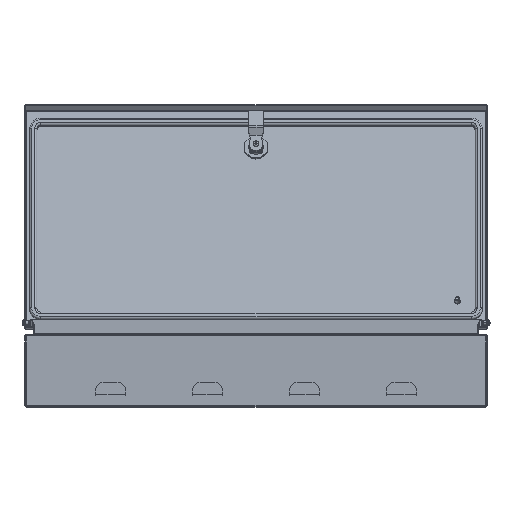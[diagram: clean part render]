
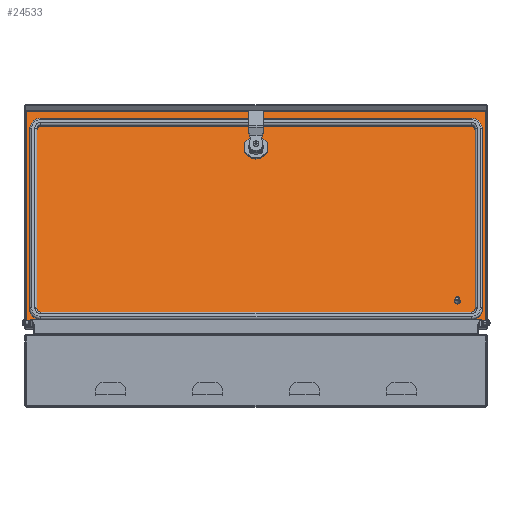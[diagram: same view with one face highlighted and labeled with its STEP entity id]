
A CAD part, left-side view. The second image highlights one B-rep face of the part: STEP entity #24533.
In plain terms, the highlighted face is planar.
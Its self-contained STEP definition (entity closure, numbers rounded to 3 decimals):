
#42 = EDGE_CURVE ( 'NONE', #6216, #11100, #9287, .T. ) ;
#122 = DIRECTION ( 'NONE',  ( 0., 0., 1. ) ) ;
#392 = FACE_OUTER_BOUND ( 'NONE', #15942, .T. ) ;
#518 = DIRECTION ( 'NONE',  ( 0., 0., 1. ) ) ;
#571 = CARTESIAN_POINT ( 'NONE',  ( 261.5, -0.7, -319.75 ) ) ;
#857 = DIRECTION ( 'NONE',  ( 0., 0., 1. ) ) ;
#1141 = CARTESIAN_POINT ( 'NONE',  ( 0., -0.7, -319.75 ) ) ;
#1517 = EDGE_CURVE ( 'NONE', #10938, #20427, #15361, .T. ) ;
#1756 = EDGE_CURVE ( 'NONE', #6945, #5755, #16404, .T. ) ;
#1901 = LINE ( 'NONE', #17564, #18848 ) ;
#1910 = CARTESIAN_POINT ( 'NONE',  ( 265., -0.7, 0. ) ) ;
#2102 = AXIS2_PLACEMENT_3D ( 'NONE', #28447, #14663, #857 ) ;
#2925 = ORIENTED_EDGE ( 'NONE', *, *, #28469, .F. ) ;
#3070 = CARTESIAN_POINT ( 'NONE',  ( 249., -0.7, -319.75 ) ) ;
#3296 = CARTESIAN_POINT ( 'NONE',  ( 0., -0.7, 0. ) ) ;
#3340 = CIRCLE ( 'NONE', #15978, 0.5 ) ;
#3682 = CARTESIAN_POINT ( 'NONE',  ( 0., -0.7, -300.25 ) ) ;
#3825 = EDGE_CURVE ( 'NONE', #24997, #18079, #26905, .T. ) ;
#4013 = ORIENTED_EDGE ( 'NONE', *, *, #18069, .F. ) ;
#4245 = EDGE_CURVE ( 'NONE', #20427, #24997, #13547, .T. ) ;
#4637 = VECTOR ( 'NONE', #24890, 1000. ) ;
#4972 = LINE ( 'NONE', #15988, #23355 ) ;
#5246 = CARTESIAN_POINT ( 'NONE',  ( 249., -0.7, -316.25 ) ) ;
#5325 = VERTEX_POINT ( 'NONE', #6353 ) ;
#5542 = LINE ( 'NONE', #23645, #10973 ) ;
#5755 = VERTEX_POINT ( 'NONE', #13272 ) ;
#5758 = CARTESIAN_POINT ( 'NONE',  ( 40., -0.7, -580. ) ) ;
#5772 = DIRECTION ( 'NONE',  ( -1., 0., 0. ) ) ;
#6075 = DIRECTION ( 'NONE',  ( -1., 0., 0. ) ) ;
#6216 = VERTEX_POINT ( 'NONE', #22006 ) ;
#6336 = DIRECTION ( 'NONE',  ( 0., 0., 1. ) ) ;
#6353 = CARTESIAN_POINT ( 'NONE',  ( 308.3, -0.7, -1.7 ) ) ;
#6945 = VERTEX_POINT ( 'NONE', #22764 ) ;
#7400 = VERTEX_POINT ( 'NONE', #3070 ) ;
#7509 = EDGE_CURVE ( 'NONE', #21352, #7400, #20272, .T. ) ;
#7560 = DIRECTION ( 'NONE',  ( 0., 0., 1. ) ) ;
#8089 = DIRECTION ( 'NONE',  ( 0., 0., -1. ) ) ;
#8894 = EDGE_CURVE ( 'NONE', #11100, #21352, #25584, .T. ) ;
#9201 = VECTOR ( 'NONE', #6336, 1000. ) ;
#9287 = LINE ( 'NONE', #1910, #4637 ) ;
#9440 = CARTESIAN_POINT ( 'NONE',  ( 261.5, -0.7, -303.75 ) ) ;
#9477 = ORIENTED_EDGE ( 'NONE', *, *, #17269, .F. ) ;
#9489 = CIRCLE ( 'NONE', #18690, 3.5 ) ;
#10238 = PLANE ( 'NONE',  #27809 ) ;
#10400 = ORIENTED_EDGE ( 'NONE', *, *, #8894, .T. ) ;
#10478 = AXIS2_PLACEMENT_3D ( 'NONE', #21908, #21965, #22053 ) ;
#10521 = EDGE_LOOP ( 'NONE', ( #11462, #10400, #21598, #21255, #26291, #25949, #25610, #18409 ) ) ;
#10938 = VERTEX_POINT ( 'NONE', #27070 ) ;
#10973 = VECTOR ( 'NONE', #21349, 1000. ) ;
#11100 = VERTEX_POINT ( 'NONE', #18608 ) ;
#11462 = ORIENTED_EDGE ( 'NONE', *, *, #42, .T. ) ;
#11751 = EDGE_CURVE ( 'NONE', #7400, #10938, #9489, .T. ) ;
#11770 = DIRECTION ( 'NONE',  ( 0., 0., 1. ) ) ;
#11865 = ORIENTED_EDGE ( 'NONE', *, *, #1756, .F. ) ;
#12185 = EDGE_CURVE ( 'NONE', #5755, #6945, #3340, .T. ) ;
#12237 = VERTEX_POINT ( 'NONE', #26639 ) ;
#12263 = EDGE_CURVE ( 'NONE', #12872, #12237, #1901, .T. ) ;
#12565 = DIRECTION ( 'NONE',  ( 0., 1., 0. ) ) ;
#12872 = VERTEX_POINT ( 'NONE', #19654 ) ;
#12881 = CARTESIAN_POINT ( 'NONE',  ( 245.5, -0.7, 0. ) ) ;
#13272 = CARTESIAN_POINT ( 'NONE',  ( 40., -0.7, -580.5 ) ) ;
#13547 = CIRCLE ( 'NONE', #27861, 3.5 ) ;
#14331 = DIRECTION ( 'NONE',  ( 0., 1., 0. ) ) ;
#14663 = DIRECTION ( 'NONE',  ( 0., 1., 0. ) ) ;
#15361 = LINE ( 'NONE', #12881, #9201 ) ;
#15843 = VECTOR ( 'NONE', #122, 1000. ) ;
#15942 = EDGE_LOOP ( 'NONE', ( #28862, #4013, #2925, #9477 ) ) ;
#15978 = AXIS2_PLACEMENT_3D ( 'NONE', #5758, #21902, #8089 ) ;
#15988 = CARTESIAN_POINT ( 'NONE',  ( 308.3, -0.7, -0.877 ) ) ;
#16404 = CIRCLE ( 'NONE', #10478, 0.5 ) ;
#16453 = CARTESIAN_POINT ( 'NONE',  ( 1.7, -0.7, -1.7 ) ) ;
#17269 = EDGE_CURVE ( 'NONE', #12237, #21769, #21969, .T. ) ;
#17564 = CARTESIAN_POINT ( 'NONE',  ( 309.123, -0.7, -618.3 ) ) ;
#18041 = CIRCLE ( 'NONE', #23354, 3.5 ) ;
#18069 = EDGE_CURVE ( 'NONE', #5325, #12872, #4972, .T. ) ;
#18079 = VERTEX_POINT ( 'NONE', #27594 ) ;
#18324 = DIRECTION ( 'NONE',  ( 0., 0., -1. ) ) ;
#18409 = ORIENTED_EDGE ( 'NONE', *, *, #23482, .T. ) ;
#18608 = CARTESIAN_POINT ( 'NONE',  ( 265., -0.7, -316.25 ) ) ;
#18690 = AXIS2_PLACEMENT_3D ( 'NONE', #5246, #21385, #7560 ) ;
#18848 = VECTOR ( 'NONE', #6075, 1000. ) ;
#18894 = CARTESIAN_POINT ( 'NONE',  ( 249., -0.7, -300.25 ) ) ;
#19197 = ORIENTED_EDGE ( 'NONE', *, *, #12185, .F. ) ;
#19532 = VECTOR ( 'NONE', #5772, 1000. ) ;
#19654 = CARTESIAN_POINT ( 'NONE',  ( 308.3, -0.7, -618.3 ) ) ;
#19813 = DIRECTION ( 'NONE',  ( 1., 0., 0. ) ) ;
#20272 = LINE ( 'NONE', #1141, #19532 ) ;
#20427 = VERTEX_POINT ( 'NONE', #21310 ) ;
#21255 = ORIENTED_EDGE ( 'NONE', *, *, #11751, .T. ) ;
#21310 = CARTESIAN_POINT ( 'NONE',  ( 245.5, -0.7, -303.75 ) ) ;
#21349 = DIRECTION ( 'NONE',  ( 1., 0., 0. ) ) ;
#21352 = VERTEX_POINT ( 'NONE', #571 ) ;
#21385 = DIRECTION ( 'NONE',  ( 0., 1., 0. ) ) ;
#21499 = VECTOR ( 'NONE', #19813, 1000. ) ;
#21598 = ORIENTED_EDGE ( 'NONE', *, *, #7509, .T. ) ;
#21769 = VERTEX_POINT ( 'NONE', #16453 ) ;
#21902 = DIRECTION ( 'NONE',  ( 0., -1., 0. ) ) ;
#21908 = CARTESIAN_POINT ( 'NONE',  ( 40., -0.7, -580. ) ) ;
#21965 = DIRECTION ( 'NONE',  ( 0., -1., 0. ) ) ;
#21969 = LINE ( 'NONE', #23080, #15843 ) ;
#22006 = CARTESIAN_POINT ( 'NONE',  ( 265., -0.7, -303.75 ) ) ;
#22053 = DIRECTION ( 'NONE',  ( 0., 0., -1. ) ) ;
#22738 = FACE_BOUND ( 'NONE', #23686, .T. ) ;
#22764 = CARTESIAN_POINT ( 'NONE',  ( 40., -0.7, -579.5 ) ) ;
#23080 = CARTESIAN_POINT ( 'NONE',  ( 1.7, -0.7, -619.123 ) ) ;
#23354 = AXIS2_PLACEMENT_3D ( 'NONE', #9440, #25596, #11770 ) ;
#23355 = VECTOR ( 'NONE', #18324, 1000. ) ;
#23444 = FACE_BOUND ( 'NONE', #10521, .T. ) ;
#23482 = EDGE_CURVE ( 'NONE', #18079, #6216, #18041, .T. ) ;
#23645 = CARTESIAN_POINT ( 'NONE',  ( 0.877, -0.7, -1.7 ) ) ;
#23686 = EDGE_LOOP ( 'NONE', ( #19197, #11865 ) ) ;
#24533 = ADVANCED_FACE ( 'NONE', ( #22738, #23444, #392 ), #10238, .F. ) ;
#24890 = DIRECTION ( 'NONE',  ( 0., 0., -1. ) ) ;
#24997 = VERTEX_POINT ( 'NONE', #18894 ) ;
#25584 = CIRCLE ( 'NONE', #2102, 3.5 ) ;
#25596 = DIRECTION ( 'NONE',  ( 0., 1., 0. ) ) ;
#25610 = ORIENTED_EDGE ( 'NONE', *, *, #3825, .T. ) ;
#25949 = ORIENTED_EDGE ( 'NONE', *, *, #4245, .T. ) ;
#26291 = ORIENTED_EDGE ( 'NONE', *, *, #1517, .T. ) ;
#26639 = CARTESIAN_POINT ( 'NONE',  ( 1.7, -0.7, -618.3 ) ) ;
#26905 = LINE ( 'NONE', #3682, #21499 ) ;
#27070 = CARTESIAN_POINT ( 'NONE',  ( 245.5, -0.7, -316.25 ) ) ;
#27594 = CARTESIAN_POINT ( 'NONE',  ( 261.5, -0.7, -300.25 ) ) ;
#27809 = AXIS2_PLACEMENT_3D ( 'NONE', #3296, #12565, #28677 ) ;
#27861 = AXIS2_PLACEMENT_3D ( 'NONE', #28121, #14331, #518 ) ;
#28121 = CARTESIAN_POINT ( 'NONE',  ( 249., -0.7, -303.75 ) ) ;
#28447 = CARTESIAN_POINT ( 'NONE',  ( 261.5, -0.7, -316.25 ) ) ;
#28469 = EDGE_CURVE ( 'NONE', #21769, #5325, #5542, .T. ) ;
#28677 = DIRECTION ( 'NONE',  ( 0., 0., 1. ) ) ;
#28862 = ORIENTED_EDGE ( 'NONE', *, *, #12263, .F. ) ;
